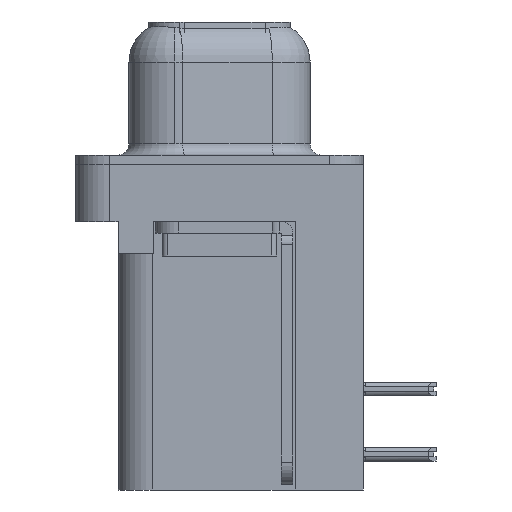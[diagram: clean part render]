
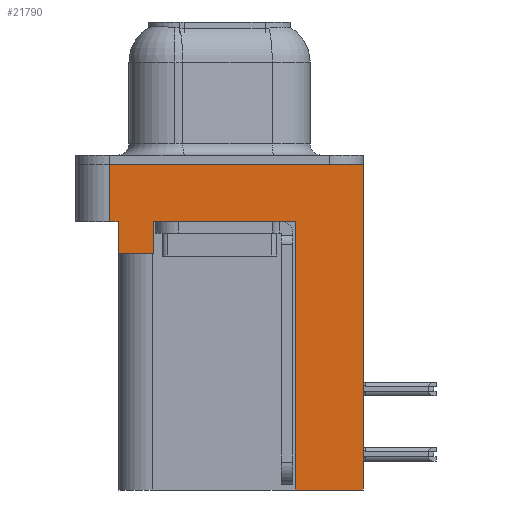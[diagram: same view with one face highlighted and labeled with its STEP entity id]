
A CAD part, left-side view. The second image highlights one B-rep face of the part: STEP entity #21790.
In plain terms, the highlighted planar face has unit normal (-1, 0, 0).
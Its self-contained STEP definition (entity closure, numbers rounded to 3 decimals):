
#569 = LINE ( 'NONE', #26274, #31165 ) ;
#926 = ORIENTED_EDGE ( 'NONE', *, *, #7286, .T. ) ;
#1162 = VERTEX_POINT ( 'NONE', #29124 ) ;
#2038 = ORIENTED_EDGE ( 'NONE', *, *, #18333, .T. ) ;
#2796 = EDGE_CURVE ( 'NONE', #23199, #1162, #21083, .T. ) ;
#3204 = DIRECTION ( 'NONE',  ( 0., -1., 0. ) ) ;
#3348 = DIRECTION ( 'NONE',  ( 0., 0., 1. ) ) ;
#3415 = VERTEX_POINT ( 'NONE', #3446 ) ;
#3446 = CARTESIAN_POINT ( 'NONE',  ( -2.91, 4.425, -2.5 ) ) ;
#3747 = LINE ( 'NONE', #33985, #3801 ) ;
#3801 = VECTOR ( 'NONE', #3204, 1000. ) ;
#4133 = AXIS2_PLACEMENT_3D ( 'NONE', #11529, #17374, #28127 ) ;
#4819 = LINE ( 'NONE', #12477, #24367 ) ;
#6256 = EDGE_LOOP ( 'NONE', ( #32686, #14443, #21878, #20437, #26261, #2038, #23757, #19338, #29535, #926 ) ) ;
#6612 = EDGE_CURVE ( 'NONE', #27969, #15258, #569, .T. ) ;
#7286 = EDGE_CURVE ( 'NONE', #23199, #15520, #19417, .T. ) ;
#7576 = VECTOR ( 'NONE', #3348, 1000. ) ;
#7737 = DIRECTION ( 'NONE',  ( 0., 0., 1. ) ) ;
#7989 = CARTESIAN_POINT ( 'NONE',  ( -2.91, -6.275, 0. ) ) ;
#8804 = FACE_OUTER_BOUND ( 'NONE', #6256, .T. ) ;
#8844 = VERTEX_POINT ( 'NONE', #16194 ) ;
#8982 = VECTOR ( 'NONE', #32411, 1000. ) ;
#9531 = CARTESIAN_POINT ( 'NONE',  ( -2.91, -6.275, -14.2 ) ) ;
#10051 = CARTESIAN_POINT ( 'NONE',  ( -2.91, 2.895, -3.9 ) ) ;
#10123 = EDGE_CURVE ( 'NONE', #18248, #15520, #16558, .T. ) ;
#11480 = CARTESIAN_POINT ( 'NONE',  ( -2.91, 4.425, -3.9 ) ) ;
#11529 = CARTESIAN_POINT ( 'NONE',  ( -2.91, -6.275, -2.5 ) ) ;
#11668 = LINE ( 'NONE', #28799, #32434 ) ;
#11856 = DIRECTION ( 'NONE',  ( 0., 1., 0. ) ) ;
#12477 = CARTESIAN_POINT ( 'NONE',  ( -2.91, 2.895, -3.9 ) ) ;
#12656 = DIRECTION ( 'NONE',  ( 0., 0., 1. ) ) ;
#12671 = EDGE_CURVE ( 'NONE', #25029, #15521, #3747, .T. ) ;
#14443 = ORIENTED_EDGE ( 'NONE', *, *, #26426, .F. ) ;
#15258 = VERTEX_POINT ( 'NONE', #11480 ) ;
#15520 = VERTEX_POINT ( 'NONE', #28965 ) ;
#15521 = VERTEX_POINT ( 'NONE', #24372 ) ;
#15761 = CARTESIAN_POINT ( 'NONE',  ( -2.91, 4.425, -3.9 ) ) ;
#16194 = CARTESIAN_POINT ( 'NONE',  ( -2.91, 4.775, -2.5 ) ) ;
#16215 = VECTOR ( 'NONE', #21558, 1000. ) ;
#16558 = LINE ( 'NONE', #7989, #8982 ) ;
#16928 = EDGE_CURVE ( 'NONE', #1162, #15521, #18816, .T. ) ;
#17192 = PLANE ( 'NONE',  #4133 ) ;
#17200 = EDGE_CURVE ( 'NONE', #8844, #3415, #11668, .T. ) ;
#17241 = CARTESIAN_POINT ( 'NONE',  ( -2.91, 4.775, 0. ) ) ;
#17374 = DIRECTION ( 'NONE',  ( -1., 0., 0. ) ) ;
#18248 = VERTEX_POINT ( 'NONE', #17241 ) ;
#18333 = EDGE_CURVE ( 'NONE', #27969, #25029, #4819, .T. ) ;
#18337 = EDGE_CURVE ( 'NONE', #15258, #3415, #29782, .T. ) ;
#18523 = CARTESIAN_POINT ( 'NONE',  ( -2.91, -3.295, -14.2 ) ) ;
#18816 = LINE ( 'NONE', #26848, #16215 ) ;
#19338 = ORIENTED_EDGE ( 'NONE', *, *, #16928, .F. ) ;
#19417 = LINE ( 'NONE', #22498, #7576 ) ;
#20437 = ORIENTED_EDGE ( 'NONE', *, *, #18337, .F. ) ;
#21083 = LINE ( 'NONE', #18523, #26129 ) ;
#21084 = DIRECTION ( 'NONE',  ( 0., 0., 1. ) ) ;
#21558 = DIRECTION ( 'NONE',  ( 0., 0., 1. ) ) ;
#21790 = ADVANCED_FACE ( 'NONE', ( #8804 ), #17192, .T. ) ;
#21878 = ORIENTED_EDGE ( 'NONE', *, *, #17200, .T. ) ;
#22498 = CARTESIAN_POINT ( 'NONE',  ( -2.91, -6.275, -2.5 ) ) ;
#22613 = VECTOR ( 'NONE', #7737, 1000. ) ;
#23199 = VERTEX_POINT ( 'NONE', #9531 ) ;
#23757 = ORIENTED_EDGE ( 'NONE', *, *, #12671, .T. ) ;
#24367 = VECTOR ( 'NONE', #12656, 1000. ) ;
#24372 = CARTESIAN_POINT ( 'NONE',  ( -2.91, -3.295, -2.5 ) ) ;
#25029 = VERTEX_POINT ( 'NONE', #27344 ) ;
#26129 = VECTOR ( 'NONE', #34909, 1000. ) ;
#26261 = ORIENTED_EDGE ( 'NONE', *, *, #6612, .F. ) ;
#26274 = CARTESIAN_POINT ( 'NONE',  ( -2.91, 4.425, -3.9 ) ) ;
#26426 = EDGE_CURVE ( 'NONE', #8844, #18248, #34910, .T. ) ;
#26848 = CARTESIAN_POINT ( 'NONE',  ( -2.91, -3.295, -14.2 ) ) ;
#27344 = CARTESIAN_POINT ( 'NONE',  ( -2.91, 2.895, -2.5 ) ) ;
#27969 = VERTEX_POINT ( 'NONE', #10051 ) ;
#28127 = DIRECTION ( 'NONE',  ( 0., 0., 1. ) ) ;
#28799 = CARTESIAN_POINT ( 'NONE',  ( -2.91, -6.275, -2.5 ) ) ;
#28965 = CARTESIAN_POINT ( 'NONE',  ( -2.91, -6.275, 0. ) ) ;
#29093 = CARTESIAN_POINT ( 'NONE',  ( -2.91, 4.775, -2.5 ) ) ;
#29124 = CARTESIAN_POINT ( 'NONE',  ( -2.91, -3.295, -14.2 ) ) ;
#29535 = ORIENTED_EDGE ( 'NONE', *, *, #2796, .F. ) ;
#29782 = LINE ( 'NONE', #15761, #22613 ) ;
#31165 = VECTOR ( 'NONE', #11856, 1000. ) ;
#31701 = DIRECTION ( 'NONE',  ( 0., -1., 0. ) ) ;
#32411 = DIRECTION ( 'NONE',  ( 0., -1., 0. ) ) ;
#32434 = VECTOR ( 'NONE', #31701, 1000. ) ;
#32686 = ORIENTED_EDGE ( 'NONE', *, *, #10123, .F. ) ;
#33870 = VECTOR ( 'NONE', #21084, 1000. ) ;
#33985 = CARTESIAN_POINT ( 'NONE',  ( -2.91, -6.275, -2.5 ) ) ;
#34909 = DIRECTION ( 'NONE',  ( 0., 1., 0. ) ) ;
#34910 = LINE ( 'NONE', #29093, #33870 ) ;
